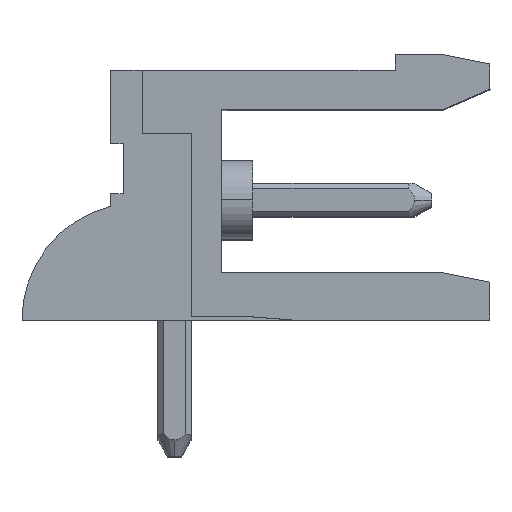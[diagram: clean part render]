
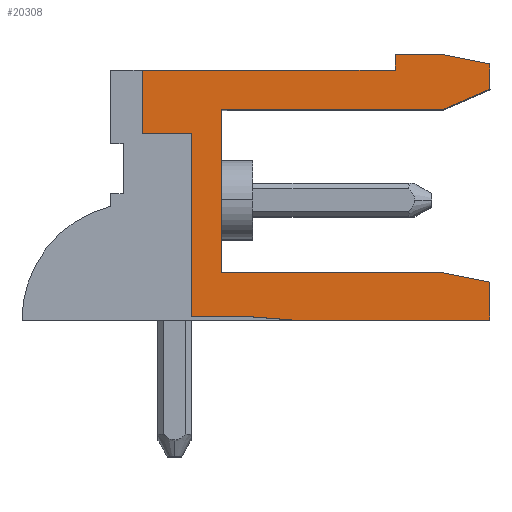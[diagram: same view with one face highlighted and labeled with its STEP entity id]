
A CAD part, top view. The second image highlights one B-rep face of the part: STEP entity #20308.
In plain terms, the highlighted planar face has unit normal (0, 0, 1).
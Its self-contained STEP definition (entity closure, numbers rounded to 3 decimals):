
#946 = CARTESIAN_POINT ( 'NONE',  ( 9., 8.05, 0. ) ) ;
#947 = LINE ( 'NONE', #946, #1007 ) ;
#1006 = DIRECTION ( 'NONE',  ( 0., -1., 0. ) ) ;
#1007 = VECTOR ( 'NONE', #1006, 1000. ) ;
#1557 = CARTESIAN_POINT ( 'NONE',  ( 9., 7.8, 0. ) ) ;
#3165 = VERTEX_POINT ( 'NONE', #15430 ) ;
#3234 = EDGE_CURVE ( 'NONE', #9996, #3165, #15488, .T. ) ;
#5793 = CARTESIAN_POINT ( 'NONE',  ( 2.55, 5.8, 0. ) ) ;
#5820 = CARTESIAN_POINT ( 'NONE',  ( 2.55, 0., 0. ) ) ;
#5979 = DIRECTION ( 'NONE',  ( 0., 1., 0. ) ) ;
#5980 = VECTOR ( 'NONE', #5979, 1000. ) ;
#5981 = CARTESIAN_POINT ( 'NONE',  ( 2.55, 4.1, 0. ) ) ;
#5982 = LINE ( 'NONE', #5981, #5980 ) ;
#6232 = CARTESIAN_POINT ( 'NONE',  ( 1., 7.8, 0. ) ) ;
#6558 = DIRECTION ( 'NONE',  ( 0., 1., 0. ) ) ;
#6559 = VECTOR ( 'NONE', #6558, 1000. ) ;
#6560 = CARTESIAN_POINT ( 'NONE',  ( 1., 4.1, 0. ) ) ;
#6561 = LINE ( 'NONE', #6560, #6559 ) ;
#6931 = CARTESIAN_POINT ( 'NONE',  ( 6.5, 5.8, 0. ) ) ;
#6932 = LINE ( 'NONE', #6931, #6993 ) ;
#6987 = CARTESIAN_POINT ( 'NONE',  ( 1., 5.8, 0. ) ) ;
#6992 = DIRECTION ( 'NONE',  ( -1., 0., 0. ) ) ;
#6993 = VECTOR ( 'NONE', #6992, 1000. ) ;
#7058 = CARTESIAN_POINT ( 'NONE',  ( 4.5, 0., 0. ) ) ;
#7059 = LINE ( 'NONE', #7058, #7121 ) ;
#7120 = DIRECTION ( 'NONE',  ( -0.997, 0.077, 0. ) ) ;
#7121 = VECTOR ( 'NONE', #7120, 1000. ) ;
#7138 = CARTESIAN_POINT ( 'NONE',  ( 4.5, 0., 0. ) ) ;
#7569 = CARTESIAN_POINT ( 'NONE',  ( 3.5, 1.4, 0. ) ) ;
#7619 = DIRECTION ( 'NONE',  ( -1., 0., 0. ) ) ;
#7620 = DIRECTION ( 'NONE',  ( 0., 0., -1. ) ) ;
#7621 = CARTESIAN_POINT ( 'NONE',  ( 12., -0.1, 0. ) ) ;
#7622 = AXIS2_PLACEMENT_3D ( 'NONE', #7621, #7620, #7619 ) ;
#7623 = PLANE ( 'NONE',  #7622 ) ;
#7624 = FACE_OUTER_BOUND ( 'NONE', #20748, .T. ) ;
#7740 = CARTESIAN_POINT ( 'NONE',  ( 3.5, 6.55, 0. ) ) ;
#7762 = DIRECTION ( 'NONE',  ( 1., 0., 0. ) ) ;
#7763 = VECTOR ( 'NONE', #7762, 1000. ) ;
#7764 = CARTESIAN_POINT ( 'NONE',  ( 6.5, 7.8, 0. ) ) ;
#7765 = LINE ( 'NONE', #7764, #7763 ) ;
#7767 = DIRECTION ( 'NONE',  ( -1., 0., 0. ) ) ;
#7768 = VECTOR ( 'NONE', #7767, 1000. ) ;
#7769 = CARTESIAN_POINT ( 'NONE',  ( 6.5, 0., 0. ) ) ;
#7770 = LINE ( 'NONE', #7769, #7768 ) ;
#7831 = DIRECTION ( 'NONE',  ( -1., 0., 0. ) ) ;
#7832 = VECTOR ( 'NONE', #7831, 1000. ) ;
#7833 = CARTESIAN_POINT ( 'NONE',  ( 6.5, 6.55, 0. ) ) ;
#7834 = LINE ( 'NONE', #7833, #7832 ) ;
#8203 = CARTESIAN_POINT ( 'NONE',  ( 10.5, 6.55, 0. ) ) ;
#8273 = DIRECTION ( 'NONE',  ( -1., 0., 0. ) ) ;
#8274 = VECTOR ( 'NONE', #8273, 1000. ) ;
#8276 = CARTESIAN_POINT ( 'NONE',  ( 9.75, 8.3, 0. ) ) ;
#8278 = LINE ( 'NONE', #8276, #8274 ) ;
#8324 = CARTESIAN_POINT ( 'NONE',  ( 9., 8.3, 0. ) ) ;
#8349 = DIRECTION ( 'NONE',  ( 1., 0., 0. ) ) ;
#8350 = VECTOR ( 'NONE', #8349, 1000. ) ;
#8353 = CARTESIAN_POINT ( 'NONE',  ( 6.5, 1.4, 0. ) ) ;
#8354 = LINE ( 'NONE', #8353, #8350 ) ;
#8390 = DIRECTION ( 'NONE',  ( -0.918, -0.398, 0. ) ) ;
#8391 = VECTOR ( 'NONE', #8390, 1000. ) ;
#8392 = CARTESIAN_POINT ( 'NONE',  ( 10.5, 6.55, 0. ) ) ;
#8395 = LINE ( 'NONE', #8392, #8391 ) ;
#8491 = CARTESIAN_POINT ( 'NONE',  ( 10.5, 8.3, 0. ) ) ;
#8506 = DIRECTION ( 'NONE',  ( 0., -1., 0. ) ) ;
#8507 = VECTOR ( 'NONE', #8506, 1000. ) ;
#8508 = CARTESIAN_POINT ( 'NONE',  ( 3.5, 3.668, 0. ) ) ;
#8509 = LINE ( 'NONE', #8508, #8507 ) ;
#8510 = DIRECTION ( 'NONE',  ( 0.981, -0.196, 0. ) ) ;
#8512 = VECTOR ( 'NONE', #8510, 1000. ) ;
#8514 = CARTESIAN_POINT ( 'NONE',  ( 12., 1.1, 0. ) ) ;
#8515 = LINE ( 'NONE', #8514, #8512 ) ;
#8741 = CARTESIAN_POINT ( 'NONE',  ( 10.5, 1.4, 0. ) ) ;
#9574 = CARTESIAN_POINT ( 'NONE',  ( 12., 1.1, 0. ) ) ;
#9882 = VERTEX_POINT ( 'NONE', #15986 ) ;
#9928 = EDGE_CURVE ( 'NONE', #9882, #20668, #16110, .T. ) ;
#9995 = EDGE_CURVE ( 'NONE', #9996, #21600, #16201, .T. ) ;
#9996 = VERTEX_POINT ( 'NONE', #16197 ) ;
#10103 = EDGE_CURVE ( 'NONE', #10107, #9882, #16336, .T. ) ;
#10107 = VERTEX_POINT ( 'NONE', #16329 ) ;
#12363 = EDGE_CURVE ( 'NONE', #20647, #12620, #947, .T. ) ;
#12620 = VERTEX_POINT ( 'NONE', #1557 ) ;
#15430 = CARTESIAN_POINT ( 'NONE',  ( 5.8, -0.1, 0. ) ) ;
#15485 = DIRECTION ( 'NONE',  ( -1., 0., 0. ) ) ;
#15486 = VECTOR ( 'NONE', #15485, 1000. ) ;
#15487 = CARTESIAN_POINT ( 'NONE',  ( 6.5, -0.1, 0. ) ) ;
#15488 = LINE ( 'NONE', #15487, #15486 ) ;
#15986 = CARTESIAN_POINT ( 'NONE',  ( 12., 8., 0. ) ) ;
#16107 = DIRECTION ( 'NONE',  ( -0.981, 0.196, 0. ) ) ;
#16108 = VECTOR ( 'NONE', #16107, 1000. ) ;
#16109 = CARTESIAN_POINT ( 'NONE',  ( 11.25, 8.15, 0. ) ) ;
#16110 = LINE ( 'NONE', #16109, #16108 ) ;
#16197 = CARTESIAN_POINT ( 'NONE',  ( 12., -0.1, 0. ) ) ;
#16198 = DIRECTION ( 'NONE',  ( 0., 1., 0. ) ) ;
#16199 = VECTOR ( 'NONE', #16198, 1000. ) ;
#16200 = CARTESIAN_POINT ( 'NONE',  ( 12., 0.5, 0. ) ) ;
#16201 = LINE ( 'NONE', #16200, #16199 ) ;
#16329 = CARTESIAN_POINT ( 'NONE',  ( 12., 7.2, 0. ) ) ;
#16332 = DIRECTION ( 'NONE',  ( 0., 1., 0. ) ) ;
#16334 = VECTOR ( 'NONE', #16332, 1000. ) ;
#16335 = CARTESIAN_POINT ( 'NONE',  ( 12., 7.6, 0. ) ) ;
#16336 = LINE ( 'NONE', #16335, #16334 ) ;
#16706 = VERTEX_POINT ( 'NONE', #5793 ) ;
#17186 = VERTEX_POINT ( 'NONE', #5820 ) ;
#18743 = EDGE_CURVE ( 'NONE', #17186, #16706, #5982, .T. ) ;
#19473 = VERTEX_POINT ( 'NONE', #6232 ) ;
#19640 = EDGE_CURVE ( 'NONE', #19876, #19473, #6561, .T. ) ;
#19874 = EDGE_CURVE ( 'NONE', #16706, #19876, #6932, .T. ) ;
#19876 = VERTEX_POINT ( 'NONE', #6987 ) ;
#19938 = EDGE_CURVE ( 'NONE', #3165, #19963, #7059, .T. ) ;
#19963 = VERTEX_POINT ( 'NONE', #7138 ) ;
#20240 = VERTEX_POINT ( 'NONE', #7569 ) ;
#20308 = ADVANCED_FACE ( 'NONE', ( #7624 ), #7623, .F. ) ;
#20366 = EDGE_CURVE ( 'NONE', #19963, #17186, #7770, .T. ) ;
#20368 = EDGE_CURVE ( 'NONE', #19473, #12620, #7765, .T. ) ;
#20382 = VERTEX_POINT ( 'NONE', #7740 ) ;
#20421 = EDGE_CURVE ( 'NONE', #20605, #20382, #7834, .T. ) ;
#20605 = VERTEX_POINT ( 'NONE', #8203 ) ;
#20617 = ORIENTED_EDGE ( 'NONE', *, *, #20656, .F. ) ;
#20622 = EDGE_CURVE ( 'NONE', #20668, #20647, #8278, .T. ) ;
#20637 = ORIENTED_EDGE ( 'NONE', *, *, #20421, .F. ) ;
#20638 = EDGE_CURVE ( 'NONE', #20240, #21077, #8354, .T. ) ;
#20647 = VERTEX_POINT ( 'NONE', #8324 ) ;
#20656 = EDGE_CURVE ( 'NONE', #10107, #20605, #8395, .T. ) ;
#20660 = EDGE_CURVE ( 'NONE', #20382, #20240, #8509, .T. ) ;
#20668 = VERTEX_POINT ( 'NONE', #8491 ) ;
#20680 = ORIENTED_EDGE ( 'NONE', *, *, #20660, .F. ) ;
#20685 = ORIENTED_EDGE ( 'NONE', *, *, #20638, .F. ) ;
#20736 = ORIENTED_EDGE ( 'NONE', *, *, #21038, .F. ) ;
#20743 = ORIENTED_EDGE ( 'NONE', *, *, #9995, .T. ) ;
#20746 = ORIENTED_EDGE ( 'NONE', *, *, #19938, .F. ) ;
#20747 = ORIENTED_EDGE ( 'NONE', *, *, #3234, .F. ) ;
#20748 = EDGE_LOOP ( 'NONE', ( #20746, #20747, #20743, #20736, #20685, #20680, #20637, #20617, #20878, #20856, #20857, #20847, #20848, #20839, #20825, #20830, #20807 ) ) ;
#20807 = ORIENTED_EDGE ( 'NONE', *, *, #20366, .F. ) ;
#20825 = ORIENTED_EDGE ( 'NONE', *, *, #19874, .F. ) ;
#20830 = ORIENTED_EDGE ( 'NONE', *, *, #18743, .F. ) ;
#20839 = ORIENTED_EDGE ( 'NONE', *, *, #19640, .F. ) ;
#20847 = ORIENTED_EDGE ( 'NONE', *, *, #12363, .T. ) ;
#20848 = ORIENTED_EDGE ( 'NONE', *, *, #20368, .F. ) ;
#20856 = ORIENTED_EDGE ( 'NONE', *, *, #9928, .T. ) ;
#20857 = ORIENTED_EDGE ( 'NONE', *, *, #20622, .T. ) ;
#20878 = ORIENTED_EDGE ( 'NONE', *, *, #10103, .T. ) ;
#21038 = EDGE_CURVE ( 'NONE', #21077, #21600, #8515, .T. ) ;
#21077 = VERTEX_POINT ( 'NONE', #8741 ) ;
#21600 = VERTEX_POINT ( 'NONE', #9574 ) ;
